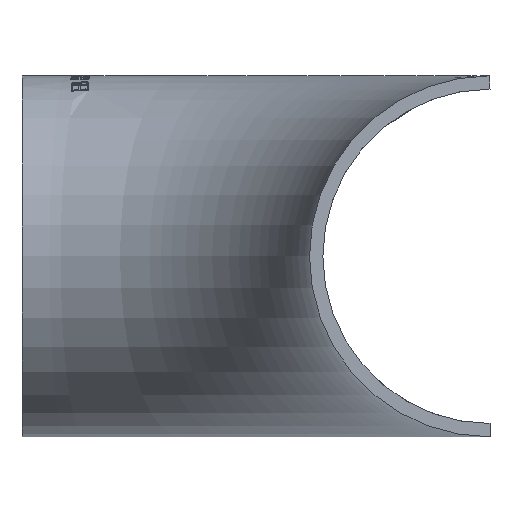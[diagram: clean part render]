
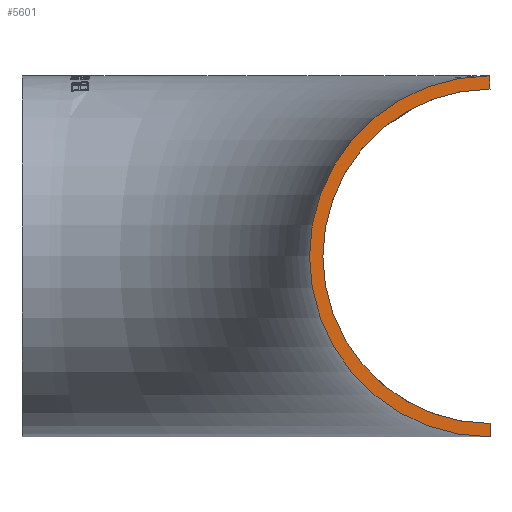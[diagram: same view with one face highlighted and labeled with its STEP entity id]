
A CAD part, left-side view. The second image highlights one B-rep face of the part: STEP entity #5601.
In plain terms, the highlighted planar face has unit normal (-1, 0, 0).
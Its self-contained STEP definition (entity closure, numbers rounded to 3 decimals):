
#223 = FACE_OUTER_BOUND ( 'NONE', #4527, .T. ) ;
#870 = CIRCLE ( 'NONE', #3926, 27. ) ;
#1045 = DIRECTION ( 'NONE',  ( 1., 0., 0. ) ) ;
#1061 = DIRECTION ( 'NONE',  ( 1., 0., 0. ) ) ;
#1719 = VERTEX_POINT ( 'NONE', #6407 ) ;
#1968 = VERTEX_POINT ( 'NONE', #6437 ) ;
#2012 = EDGE_CURVE ( 'NONE', #8447, #1719, #870, .T. ) ;
#2047 = VERTEX_POINT ( 'NONE', #6401 ) ;
#2061 = ORIENTED_EDGE ( 'NONE', *, *, #8066, .T. ) ;
#2239 = DIRECTION ( 'NONE',  ( 0., 0., 1. ) ) ;
#2750 = LINE ( 'NONE', #6708, #3249 ) ;
#2814 = DIRECTION ( 'NONE',  ( 0., 0., -1. ) ) ;
#3249 = VECTOR ( 'NONE', #6618, 1000. ) ;
#3551 = EDGE_CURVE ( 'NONE', #1968, #1719, #2750, .T. ) ;
#3647 = VECTOR ( 'NONE', #2239, 1000. ) ;
#3926 = AXIS2_PLACEMENT_3D ( 'NONE', #5603, #1045, #6364 ) ;
#4473 = CARTESIAN_POINT ( 'NONE',  ( 0., 0., -41. ) ) ;
#4516 = AXIS2_PLACEMENT_3D ( 'NONE', #7473, #6675, #2814 ) ;
#4527 = EDGE_LOOP ( 'NONE', ( #2061, #9483, #7979, #7518 ) ) ;
#4802 = DIRECTION ( 'NONE',  ( 0., 0., -1. ) ) ;
#5481 = EDGE_CURVE ( 'NONE', #2047, #1968, #6417, .T. ) ;
#5522 = CARTESIAN_POINT ( 'NONE',  ( 0., 0., 0. ) ) ;
#5601 = ADVANCED_FACE ( 'NONE', ( #223 ), #7384, .F. ) ;
#5603 = CARTESIAN_POINT ( 'NONE',  ( 0., 0., 0. ) ) ;
#6256 = LINE ( 'NONE', #4473, #3647 ) ;
#6364 = DIRECTION ( 'NONE',  ( 0., 0., -1. ) ) ;
#6401 = CARTESIAN_POINT ( 'NONE',  ( 0., 0., -25. ) ) ;
#6407 = CARTESIAN_POINT ( 'NONE',  ( 0., 0., 27. ) ) ;
#6417 = CIRCLE ( 'NONE', #7375, 25. ) ;
#6437 = CARTESIAN_POINT ( 'NONE',  ( 0., 0., 25. ) ) ;
#6618 = DIRECTION ( 'NONE',  ( 0., 0., 1. ) ) ;
#6675 = DIRECTION ( 'NONE',  ( 1., 0., 0. ) ) ;
#6708 = CARTESIAN_POINT ( 'NONE',  ( 0., 0., -41. ) ) ;
#7195 = CARTESIAN_POINT ( 'NONE',  ( 0., 0., -27. ) ) ;
#7375 = AXIS2_PLACEMENT_3D ( 'NONE', #5522, #1061, #4802 ) ;
#7384 = PLANE ( 'NONE',  #4516 ) ;
#7473 = CARTESIAN_POINT ( 'NONE',  ( 0., 0., 0. ) ) ;
#7518 = ORIENTED_EDGE ( 'NONE', *, *, #2012, .F. ) ;
#7979 = ORIENTED_EDGE ( 'NONE', *, *, #3551, .T. ) ;
#8066 = EDGE_CURVE ( 'NONE', #8447, #2047, #6256, .T. ) ;
#8447 = VERTEX_POINT ( 'NONE', #7195 ) ;
#9483 = ORIENTED_EDGE ( 'NONE', *, *, #5481, .T. ) ;
